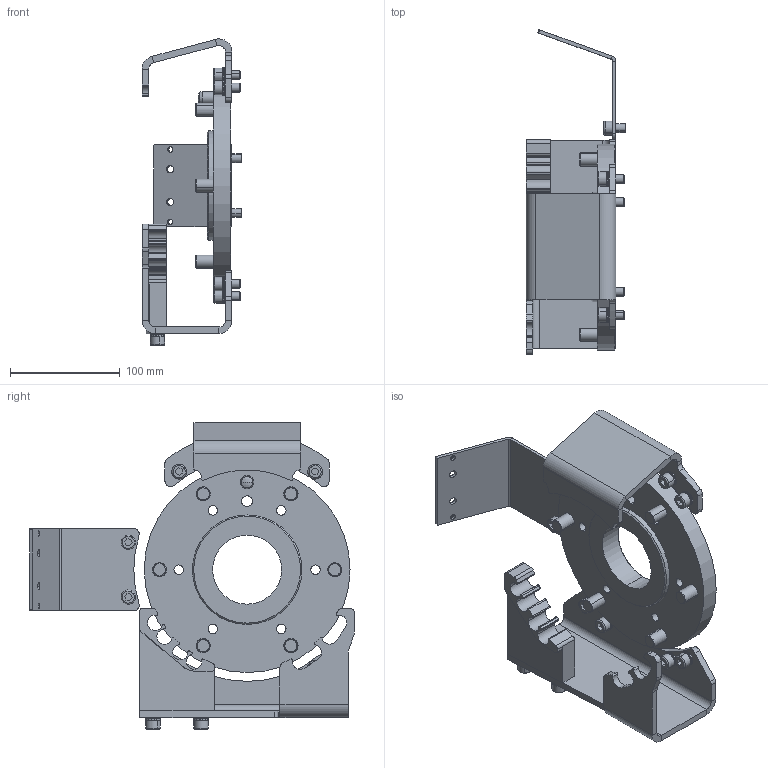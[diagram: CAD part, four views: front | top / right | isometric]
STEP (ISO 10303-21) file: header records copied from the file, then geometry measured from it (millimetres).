
FILE_DESCRIPTION (( 'STEP AP203' ), '1' );
FILE_NAME ('P4406.STEP', '2018-12-11T07:51:17', ( '' ), ( '' ), 'SwSTEP 2.0', 'SolidWorks 2017', '' );
FILE_SCHEMA (( 'CONFIG_CONTROL_DESIGN' ));
Products named in the file (1): P4406
Bounding box: 91 x 296.65 x 279.49 mm (x, y, z)
Volume: 770557.9 mm3; surface area: 226165.2 mm2
Topology: 34 solids, 34 shells, 1798 faces, 4772 edges, 3082 vertices
Faces by surface type: plane 1394, cylinder 314, cone 52, torus 36, sphere 2
Entity records: 55182 total; most frequent: CARTESIAN_POINT 10742, ORIENTED_EDGE 9532, DIRECTION 8864, EDGE_CURVE 4766, LINE 3536, VECTOR 3536, VERTEX_POINT 3082, AXIS2_PLACEMENT_3D 2664
